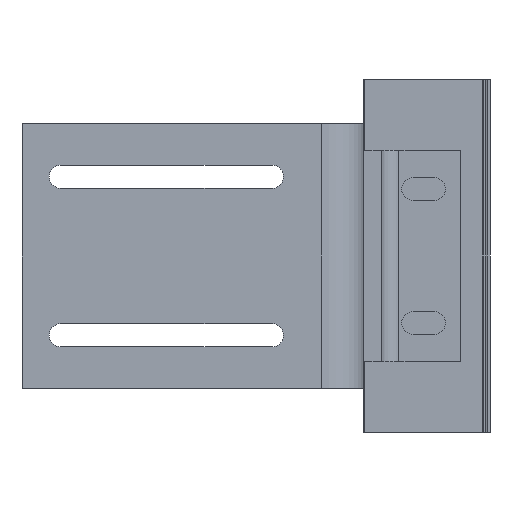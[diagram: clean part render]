
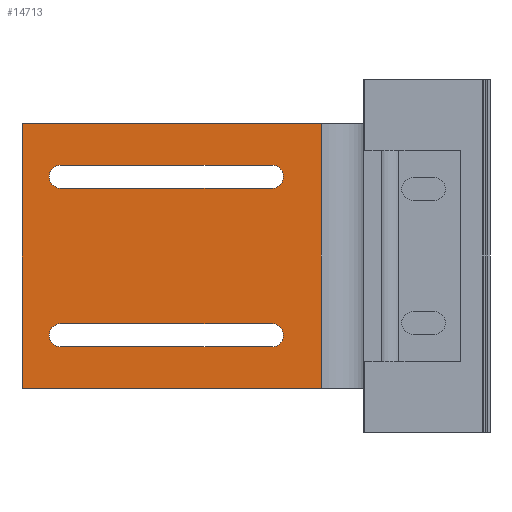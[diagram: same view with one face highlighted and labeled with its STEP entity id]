
A CAD part, front view. The second image highlights one B-rep face of the part: STEP entity #14713.
In plain terms, the highlighted planar face has unit normal (0, -1, 0).
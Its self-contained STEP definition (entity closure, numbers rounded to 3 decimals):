
#325 = VECTOR ( 'NONE', #19899, 1000. ) ;
#525 = VECTOR ( 'NONE', #6158, 1000. ) ;
#1717 = ORIENTED_EDGE ( 'NONE', *, *, #2124, .T. ) ;
#1775 = CIRCLE ( 'NONE', #15560, 6.5 ) ;
#1810 = CARTESIAN_POINT ( 'NONE',  ( -75., -12., -45. ) ) ;
#2042 = CARTESIAN_POINT ( 'NONE',  ( 0., -12., 0. ) ) ;
#2124 = EDGE_CURVE ( 'NONE', #12279, #7195, #1775, .T. ) ;
#2463 = ORIENTED_EDGE ( 'NONE', *, *, #11111, .F. ) ;
#2714 = CIRCLE ( 'NONE', #9814, 6.5 ) ;
#2952 = EDGE_CURVE ( 'NONE', #9645, #14327, #12478, .T. ) ;
#4297 = VERTEX_POINT ( 'NONE', #11930 ) ;
#4306 = LINE ( 'NONE', #9993, #525 ) ;
#4406 = EDGE_CURVE ( 'NONE', #4297, #21498, #11788, .T. ) ;
#4411 = CARTESIAN_POINT ( 'NONE',  ( 97., -12., 75. ) ) ;
#5003 = AXIS2_PLACEMENT_3D ( 'NONE', #1810, #9340, #22777 ) ;
#5627 = CARTESIAN_POINT ( 'NONE',  ( 97., -12., -75. ) ) ;
#5693 = CARTESIAN_POINT ( 'NONE',  ( 45., -12., -45. ) ) ;
#5703 = DIRECTION ( 'NONE',  ( 0., 0., 1. ) ) ;
#5815 = DIRECTION ( 'NONE',  ( 0., 1., 0. ) ) ;
#5876 = EDGE_CURVE ( 'NONE', #16411, #18707, #19338, .T. ) ;
#5969 = EDGE_CURVE ( 'NONE', #14327, #13957, #23884, .T. ) ;
#6158 = DIRECTION ( 'NONE',  ( 1., 0., 0. ) ) ;
#6197 = VERTEX_POINT ( 'NONE', #16058 ) ;
#6289 = CARTESIAN_POINT ( 'NONE',  ( 45., -12., -51.5 ) ) ;
#6553 = LINE ( 'NONE', #10738, #23240 ) ;
#6597 = LINE ( 'NONE', #12386, #325 ) ;
#7003 = CARTESIAN_POINT ( 'NONE',  ( 45., -12., -51.5 ) ) ;
#7195 = VERTEX_POINT ( 'NONE', #19072 ) ;
#7458 = CARTESIAN_POINT ( 'NONE',  ( 45., -12., 45. ) ) ;
#8211 = CARTESIAN_POINT ( 'NONE',  ( -97., -12., -75. ) ) ;
#8315 = CARTESIAN_POINT ( 'NONE',  ( 45., -12., -38.5 ) ) ;
#8687 = EDGE_LOOP ( 'NONE', ( #2463, #20549, #18908, #10646 ) ) ;
#8756 = LINE ( 'NONE', #22185, #11364 ) ;
#9340 = DIRECTION ( 'NONE',  ( 0., -1., 0. ) ) ;
#9645 = VERTEX_POINT ( 'NONE', #19508 ) ;
#9812 = DIRECTION ( 'NONE',  ( 0., 0., 1. ) ) ;
#9814 = AXIS2_PLACEMENT_3D ( 'NONE', #5693, #16917, #22952 ) ;
#9993 = CARTESIAN_POINT ( 'NONE',  ( 45., -12., 51.5 ) ) ;
#10084 = DIRECTION ( 'NONE',  ( 1., 0., 0. ) ) ;
#10558 = EDGE_CURVE ( 'NONE', #23691, #6197, #20402, .T. ) ;
#10566 = DIRECTION ( 'NONE',  ( 1., 0., 0. ) ) ;
#10646 = ORIENTED_EDGE ( 'NONE', *, *, #16163, .F. ) ;
#10738 = CARTESIAN_POINT ( 'NONE',  ( 73., -12., -75. ) ) ;
#10819 = ORIENTED_EDGE ( 'NONE', *, *, #13916, .T. ) ;
#10917 = VECTOR ( 'NONE', #10084, 1000. ) ;
#10952 = VERTEX_POINT ( 'NONE', #12963 ) ;
#11111 = EDGE_CURVE ( 'NONE', #13957, #10952, #2714, .T. ) ;
#11245 = CARTESIAN_POINT ( 'NONE',  ( -75., -12., 45. ) ) ;
#11248 = EDGE_LOOP ( 'NONE', ( #16569, #16492, #18454, #18129 ) ) ;
#11281 = DIRECTION ( 'NONE',  ( 0., 1., 0. ) ) ;
#11364 = VECTOR ( 'NONE', #16512, 1000. ) ;
#11788 = LINE ( 'NONE', #5627, #17370 ) ;
#11930 = CARTESIAN_POINT ( 'NONE',  ( 73., -12., -75. ) ) ;
#11998 = LINE ( 'NONE', #8315, #15865 ) ;
#12140 = CARTESIAN_POINT ( 'NONE',  ( 45., -12., 51.5 ) ) ;
#12279 = VERTEX_POINT ( 'NONE', #23078 ) ;
#12386 = CARTESIAN_POINT ( 'NONE',  ( -97., -12., 75. ) ) ;
#12433 = EDGE_CURVE ( 'NONE', #4297, #18707, #6553, .T. ) ;
#12478 = CIRCLE ( 'NONE', #5003, 6.5 ) ;
#12963 = CARTESIAN_POINT ( 'NONE',  ( 45., -12., -38.5 ) ) ;
#13109 = DIRECTION ( 'NONE',  ( 0., 0., 1. ) ) ;
#13664 = EDGE_LOOP ( 'NONE', ( #10819, #22320, #22633, #1717 ) ) ;
#13916 = EDGE_CURVE ( 'NONE', #7195, #23691, #4306, .T. ) ;
#13957 = VERTEX_POINT ( 'NONE', #6289 ) ;
#14327 = VERTEX_POINT ( 'NONE', #15142 ) ;
#14713 = ADVANCED_FACE ( 'NONE', ( #21018, #19171, #15477 ), #17203, .F. ) ;
#15142 = CARTESIAN_POINT ( 'NONE',  ( -75., -12., -51.5 ) ) ;
#15477 = FACE_BOUND ( 'NONE', #8687, .T. ) ;
#15560 = AXIS2_PLACEMENT_3D ( 'NONE', #11245, #5815, #5703 ) ;
#15810 = DIRECTION ( 'NONE',  ( 0., 0., 1. ) ) ;
#15865 = VECTOR ( 'NONE', #21004, 1000. ) ;
#16058 = CARTESIAN_POINT ( 'NONE',  ( 45., -12., 38.5 ) ) ;
#16091 = AXIS2_PLACEMENT_3D ( 'NONE', #7458, #23979, #13109 ) ;
#16163 = EDGE_CURVE ( 'NONE', #10952, #9645, #11998, .T. ) ;
#16411 = VERTEX_POINT ( 'NONE', #16787 ) ;
#16492 = ORIENTED_EDGE ( 'NONE', *, *, #5876, .F. ) ;
#16512 = DIRECTION ( 'NONE',  ( -1., 0., 0. ) ) ;
#16569 = ORIENTED_EDGE ( 'NONE', *, *, #12433, .T. ) ;
#16787 = CARTESIAN_POINT ( 'NONE',  ( -97., -12., 75. ) ) ;
#16917 = DIRECTION ( 'NONE',  ( 0., -1., 0. ) ) ;
#17203 = PLANE ( 'NONE',  #18193 ) ;
#17370 = VECTOR ( 'NONE', #22638, 1000. ) ;
#18129 = ORIENTED_EDGE ( 'NONE', *, *, #4406, .F. ) ;
#18193 = AXIS2_PLACEMENT_3D ( 'NONE', #2042, #11281, #9812 ) ;
#18454 = ORIENTED_EDGE ( 'NONE', *, *, #21644, .F. ) ;
#18707 = VERTEX_POINT ( 'NONE', #21737 ) ;
#18908 = ORIENTED_EDGE ( 'NONE', *, *, #2952, .F. ) ;
#19072 = CARTESIAN_POINT ( 'NONE',  ( -75., -12., 51.5 ) ) ;
#19171 = FACE_BOUND ( 'NONE', #13664, .T. ) ;
#19338 = LINE ( 'NONE', #4411, #10917 ) ;
#19508 = CARTESIAN_POINT ( 'NONE',  ( -75., -12., -38.5 ) ) ;
#19589 = VECTOR ( 'NONE', #10566, 1000. ) ;
#19899 = DIRECTION ( 'NONE',  ( 0., 0., 1. ) ) ;
#20402 = CIRCLE ( 'NONE', #16091, 6.5 ) ;
#20549 = ORIENTED_EDGE ( 'NONE', *, *, #5969, .F. ) ;
#21004 = DIRECTION ( 'NONE',  ( -1., 0., 0. ) ) ;
#21018 = FACE_OUTER_BOUND ( 'NONE', #11248, .T. ) ;
#21498 = VERTEX_POINT ( 'NONE', #8211 ) ;
#21644 = EDGE_CURVE ( 'NONE', #21498, #16411, #6597, .T. ) ;
#21737 = CARTESIAN_POINT ( 'NONE',  ( 73., -12., 75. ) ) ;
#21968 = EDGE_CURVE ( 'NONE', #6197, #12279, #8756, .T. ) ;
#22185 = CARTESIAN_POINT ( 'NONE',  ( 45., -12., 38.5 ) ) ;
#22320 = ORIENTED_EDGE ( 'NONE', *, *, #10558, .T. ) ;
#22633 = ORIENTED_EDGE ( 'NONE', *, *, #21968, .T. ) ;
#22638 = DIRECTION ( 'NONE',  ( -1., 0., 0. ) ) ;
#22777 = DIRECTION ( 'NONE',  ( 0., 0., -1. ) ) ;
#22952 = DIRECTION ( 'NONE',  ( 0., 0., -1. ) ) ;
#23078 = CARTESIAN_POINT ( 'NONE',  ( -75., -12., 38.5 ) ) ;
#23240 = VECTOR ( 'NONE', #15810, 1000. ) ;
#23691 = VERTEX_POINT ( 'NONE', #12140 ) ;
#23884 = LINE ( 'NONE', #7003, #19589 ) ;
#23979 = DIRECTION ( 'NONE',  ( 0., 1., 0. ) ) ;
